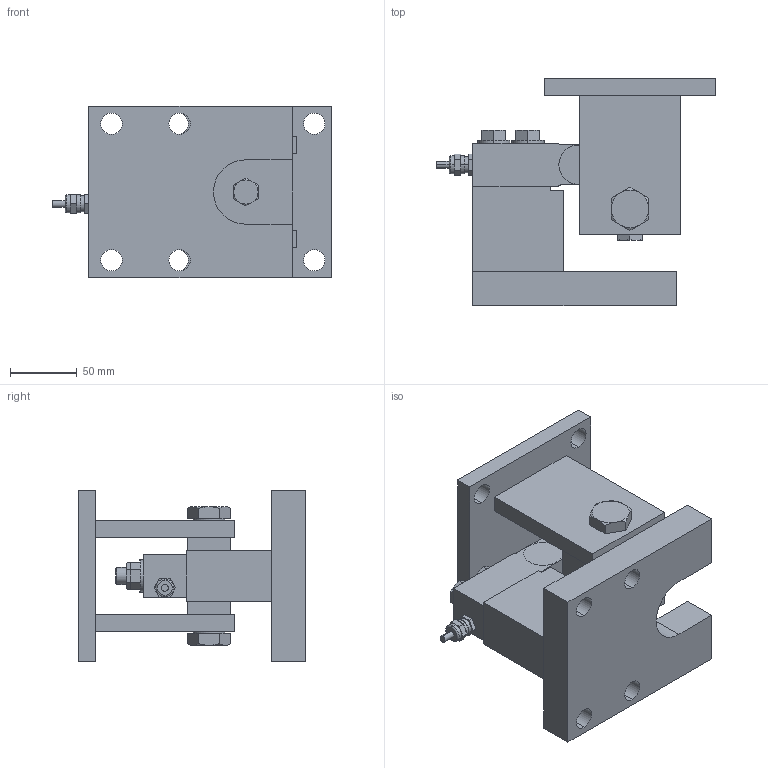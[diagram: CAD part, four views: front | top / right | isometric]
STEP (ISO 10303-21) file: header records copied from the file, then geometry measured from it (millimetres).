
FILE_DESCRIPTION (( 'STEP AP203' ), '1' );
FILE_NAME ('563YHM2-(100-2000)kg.STEP', '2025-07-10T08:49:07', ( '' ), ( '' ), 'SwSTEP 2.0', 'SolidWorks 2024', '' );
FILE_SCHEMA (( 'CONFIG_CONTROL_DESIGN' ));
Length unit declared in the file: millimetre
Products named in the file (1): 563YHM2-(100-2000)kg
Bounding box: 208.6 x 170 x 128 mm (x, y, z)
Volume: 1258162.3 mm3; surface area: 192484 mm2
Topology: 6 solids, 6 shells, 220 faces, 512 edges, 328 vertices
Faces by surface type: plane 133, cylinder 43, cone 42, torus 2
Entity records: 6575 total; most frequent: CARTESIAN_POINT 1469, ORIENTED_EDGE 1024, DIRECTION 1018, EDGE_CURVE 512, AXIS2_PLACEMENT_3D 357, VERTEX_POINT 328, LINE 304, VECTOR 304
